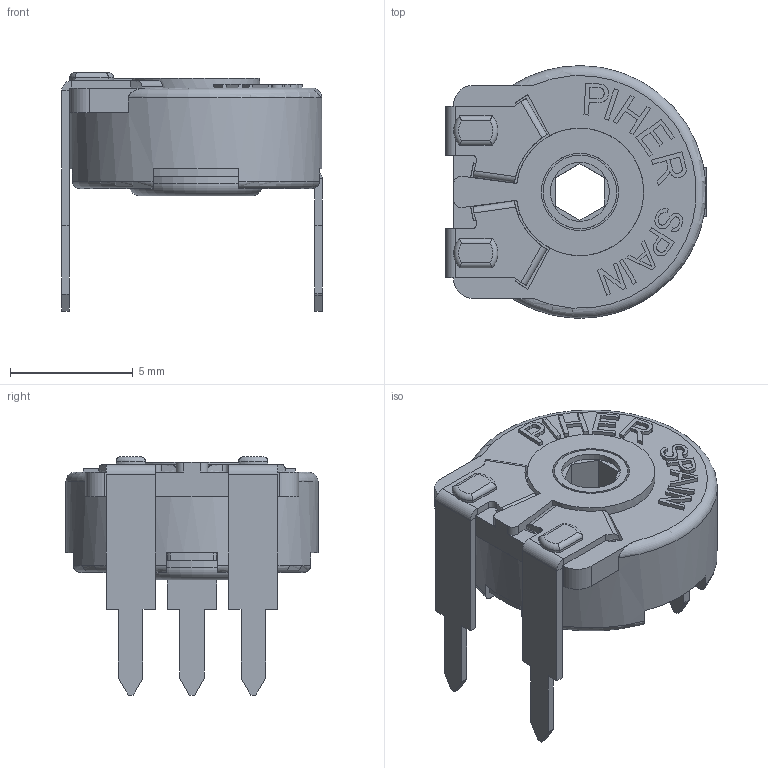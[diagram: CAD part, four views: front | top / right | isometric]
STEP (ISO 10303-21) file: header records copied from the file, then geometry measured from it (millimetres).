
FILE_DESCRIPTION(/* description */ (''),/* implementation_level */ '2;1');
FILE_NAME(/* name */ 'Piher_PT10.step',/* time_stamp */ '2019-12-08T04:00:21+01:00',/* author */ (''),/* organization */ (''),/* preprocessor_version */ 'ST-DEVELOPER v18',/* originating_system */ 'Autodesk Translation Framework v8.12.0.6',/* authorisation */ '');
FILE_SCHEMA (('AUTOMOTIVE_DESIGN { 1 0 10303 214 3 1 1 }'));
Length unit declared in the file: millimetre
Products named in the file (6): 9-PIHER_3D_PT10MV10; PT10MV10-CARCASA; PT10MV10-TERMINAL DERECHO; PT10MV10-TERMINAL IZQUIERDO; PT10MV10-COLECTOR REBORDEADO; PT10MV10-PORTACURSOR_Predeterminada
Assembly tree (5 placements, depth 2):
  9-PIHER_3D_PT10MV10
    PT10MV10-CARCASA
    PT10MV10-TERMINAL DERECHO
    PT10MV10-TERMINAL IZQUIERDO
    PT10MV10-COLECTOR REBORDEADO
    PT10MV10-PORTACURSOR_Predeterminada
Bounding box: 10.63 x 10.3 x 9.72 mm (x, y, z)
Volume: 188.2 mm3; surface area: 837.5 mm2
Topology: 5 solids, 5 shells, 353 faces, 947 edges, 622 vertices
Faces by surface type: plane 231, cylinder 68, bspline 36, torus 17, cone 1
Full cylindrical faces by diameter (mm): 2.4 x1, 3 x1, 3.15 x1, 4.4 x1, 4.6 x1, 5.2 x1, 5.4 x1, 5.5 x1, 9 x1, 10.3 x1
Entity records: 13224 total; most frequent: CARTESIAN_POINT 4299, ORIENTED_EDGE 1894, DIRECTION 1680, EDGE_CURVE 947, LINE 658, VECTOR 658, VERTEX_POINT 622, AXIS2_PLACEMENT_3D 511
